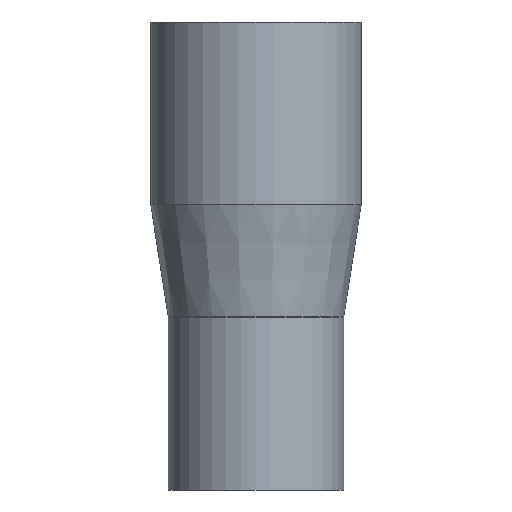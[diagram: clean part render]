
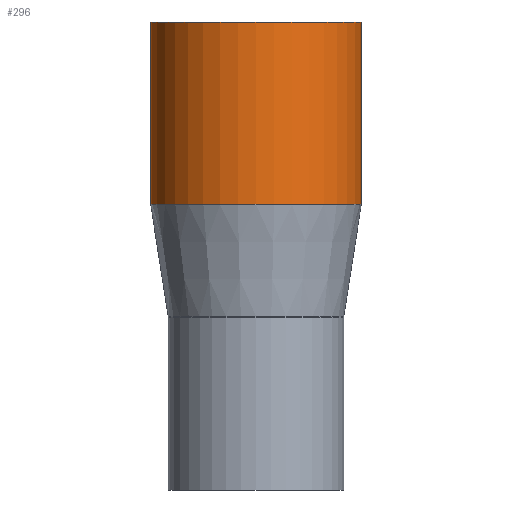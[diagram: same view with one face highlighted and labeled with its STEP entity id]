
A CAD part, front view. The second image highlights one B-rep face of the part: STEP entity #296.
In plain terms, the highlighted cylindrical face has radius 45 mm (diameter 90 mm), a partial arc.
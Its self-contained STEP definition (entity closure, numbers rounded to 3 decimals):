
#9 = ORIENTED_EDGE ( 'NONE', *, *, #368, .T. ) ;
#19 = DIRECTION ( 'NONE',  ( 0., 0., -1. ) ) ;
#25 = CYLINDRICAL_SURFACE ( 'NONE', #574, 45. ) ;
#35 = FACE_OUTER_BOUND ( 'NONE', #128, .T. ) ;
#58 = CARTESIAN_POINT ( 'NONE',  ( -45., 0., 21.275 ) ) ;
#62 = VERTEX_POINT ( 'NONE', #127 ) ;
#65 = CIRCLE ( 'NONE', #405, 45. ) ;
#75 = DIRECTION ( 'NONE',  ( 0., 0., -1. ) ) ;
#78 = DIRECTION ( 'NONE',  ( 0., 0., -1. ) ) ;
#91 = EDGE_CURVE ( 'NONE', #62, #351, #65, .T. ) ;
#102 = CARTESIAN_POINT ( 'NONE',  ( 45., 0., 21.275 ) ) ;
#127 = CARTESIAN_POINT ( 'NONE',  ( 45., 0., 99.12 ) ) ;
#128 = EDGE_LOOP ( 'NONE', ( #626, #150, #9, #573 ) ) ;
#129 = CARTESIAN_POINT ( 'NONE',  ( 0., 0., -16.533 ) ) ;
#131 = CARTESIAN_POINT ( 'NONE',  ( 0., 0., 99.12 ) ) ;
#150 = ORIENTED_EDGE ( 'NONE', *, *, #91, .T. ) ;
#203 = VERTEX_POINT ( 'NONE', #58 ) ;
#227 = DIRECTION ( 'NONE',  ( -1., 0., 0. ) ) ;
#238 = VECTOR ( 'NONE', #418, 1000. ) ;
#254 = VERTEX_POINT ( 'NONE', #102 ) ;
#279 = AXIS2_PLACEMENT_3D ( 'NONE', #290, #598, #295 ) ;
#283 = EDGE_CURVE ( 'NONE', #62, #254, #330, .T. ) ;
#286 = VECTOR ( 'NONE', #75, 1000. ) ;
#290 = CARTESIAN_POINT ( 'NONE',  ( 0., 0., 21.275 ) ) ;
#295 = DIRECTION ( 'NONE',  ( -1., 0., 0. ) ) ;
#296 = ADVANCED_FACE ( 'NONE', ( #35 ), #25, .T. ) ;
#330 = LINE ( 'NONE', #470, #238 ) ;
#332 = DIRECTION ( 'NONE',  ( -1., 0., 0. ) ) ;
#351 = VERTEX_POINT ( 'NONE', #637 ) ;
#368 = EDGE_CURVE ( 'NONE', #351, #203, #526, .T. ) ;
#380 = CARTESIAN_POINT ( 'NONE',  ( -45., 0., -16.533 ) ) ;
#405 = AXIS2_PLACEMENT_3D ( 'NONE', #131, #19, #332 ) ;
#418 = DIRECTION ( 'NONE',  ( 0., 0., -1. ) ) ;
#470 = CARTESIAN_POINT ( 'NONE',  ( 45., 0., -16.533 ) ) ;
#486 = EDGE_CURVE ( 'NONE', #254, #203, #535, .T. ) ;
#526 = LINE ( 'NONE', #380, #286 ) ;
#535 = CIRCLE ( 'NONE', #279, 45. ) ;
#573 = ORIENTED_EDGE ( 'NONE', *, *, #486, .F. ) ;
#574 = AXIS2_PLACEMENT_3D ( 'NONE', #129, #78, #227 ) ;
#598 = DIRECTION ( 'NONE',  ( 0., 0., -1. ) ) ;
#626 = ORIENTED_EDGE ( 'NONE', *, *, #283, .F. ) ;
#637 = CARTESIAN_POINT ( 'NONE',  ( -45., 0., 99.12 ) ) ;
